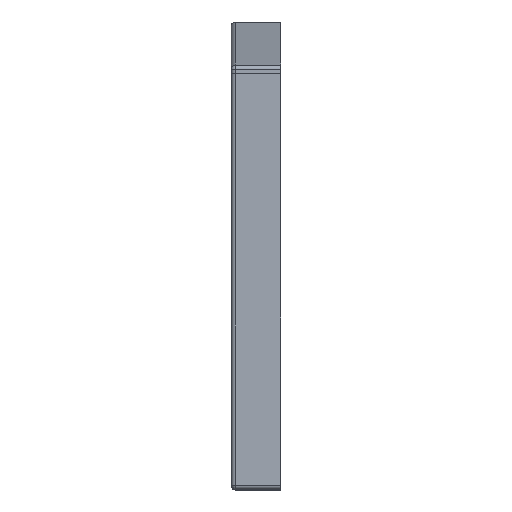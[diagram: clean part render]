
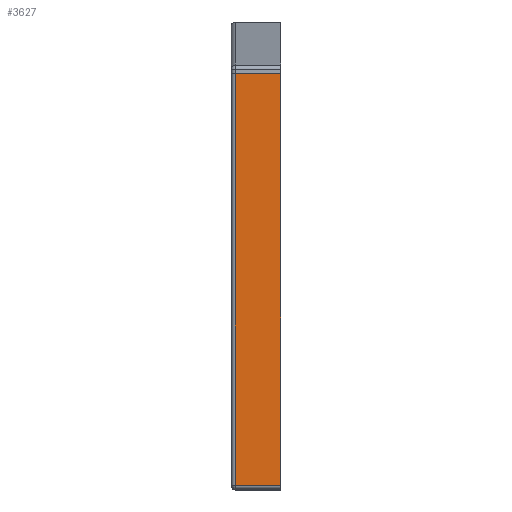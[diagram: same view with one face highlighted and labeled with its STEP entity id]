
A CAD part, left-side view. The second image highlights one B-rep face of the part: STEP entity #3627.
In plain terms, the highlighted planar face has unit normal (-1, 0, 0).
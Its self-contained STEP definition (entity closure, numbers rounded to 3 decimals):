
#56=PLANE('',#3863);
#241=FACE_OUTER_BOUND('',#438,.T.);
#438=EDGE_LOOP('',(#2628,#2629,#2630,#2631,#2632,#2633,#2634));
#660=LINE('',#5150,#1135);
#683=LINE('',#5245,#1158);
#684=LINE('',#5247,#1159);
#685=LINE('',#5249,#1160);
#687=LINE('',#5253,#1162);
#688=LINE('',#5255,#1163);
#689=LINE('',#5256,#1164);
#1135=VECTOR('',#4170,10.);
#1158=VECTOR('',#4229,10.);
#1159=VECTOR('',#4230,10.);
#1160=VECTOR('',#4231,10.);
#1162=VECTOR('',#4235,10.);
#1163=VECTOR('',#4236,10.);
#1164=VECTOR('',#4237,10.);
#1661=VERTEX_POINT('',#5142);
#1663=VERTEX_POINT('',#5148);
#1680=VERTEX_POINT('',#5244);
#1681=VERTEX_POINT('',#5246);
#1682=VERTEX_POINT('',#5248);
#1683=VERTEX_POINT('',#5252);
#1684=VERTEX_POINT('',#5254);
#2024=EDGE_CURVE('',#1663,#1661,#660,.T.);
#2053=EDGE_CURVE('',#1680,#1661,#683,.T.);
#2054=EDGE_CURVE('',#1680,#1681,#684,.T.);
#2055=EDGE_CURVE('',#1681,#1682,#685,.T.);
#2057=EDGE_CURVE('',#1683,#1663,#687,.T.);
#2058=EDGE_CURVE('',#1684,#1683,#688,.T.);
#2059=EDGE_CURVE('',#1682,#1684,#689,.T.);
#2628=ORIENTED_EDGE('',*,*,#2024,.F.);
#2629=ORIENTED_EDGE('',*,*,#2057,.F.);
#2630=ORIENTED_EDGE('',*,*,#2058,.F.);
#2631=ORIENTED_EDGE('',*,*,#2059,.F.);
#2632=ORIENTED_EDGE('',*,*,#2055,.F.);
#2633=ORIENTED_EDGE('',*,*,#2054,.F.);
#2634=ORIENTED_EDGE('',*,*,#2053,.T.);
#3627=ADVANCED_FACE('',(#241),#56,.T.);
#3863=AXIS2_PLACEMENT_3D('',#5251,#4233,#4234);
#4170=DIRECTION('',(0.,0.,1.));
#4229=DIRECTION('',(0.,1.,0.));
#4230=DIRECTION('',(0.,-1.,0.));
#4231=DIRECTION('',(0.,-1.,0.));
#4233=DIRECTION('center_axis',(-1.,0.,0.));
#4234=DIRECTION('ref_axis',(0.,0.,-1.));
#4235=DIRECTION('',(0.,1.,0.));
#4236=DIRECTION('',(0.,0.,-1.));
#4237=DIRECTION('',(0.,0.,-1.));
#5142=CARTESIAN_POINT('',(-117.802,5.,48.836));
#5148=CARTESIAN_POINT('',(-117.822,5.,-50.694));
#5150=CARTESIAN_POINT('',(-117.812,5.,-2.052));
#5244=CARTESIAN_POINT('',(-117.802,-4.,48.836));
#5245=CARTESIAN_POINT('',(-117.802,0.,48.836));
#5246=CARTESIAN_POINT('',(-117.802,-5.,48.836));
#5247=CARTESIAN_POINT('',(-117.802,-4.,48.836));
#5248=CARTESIAN_POINT('',(-117.802,-6.,48.836));
#5249=CARTESIAN_POINT('',(-117.802,-5.,48.836));
#5251=CARTESIAN_POINT('Origin',(-117.802,-4.,48.836));
#5252=CARTESIAN_POINT('',(-117.822,-6.,-50.694));
#5253=CARTESIAN_POINT('',(-117.822,-4.,-50.694));
#5254=CARTESIAN_POINT('',(-117.802,-6.,48.83));
#5255=CARTESIAN_POINT('',(-117.812,-6.,-0.486));
#5256=CARTESIAN_POINT('',(-117.812,-6.,-0.486));
